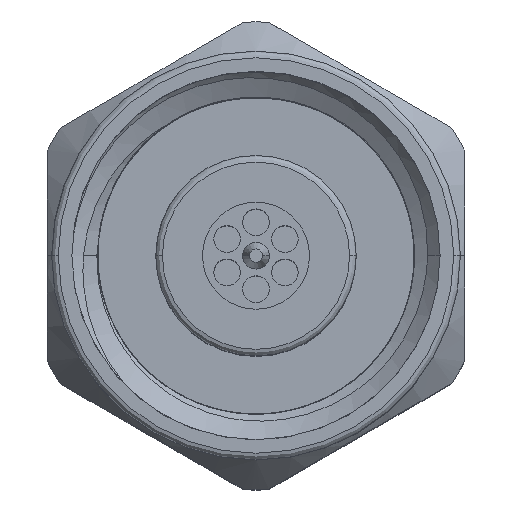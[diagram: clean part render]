
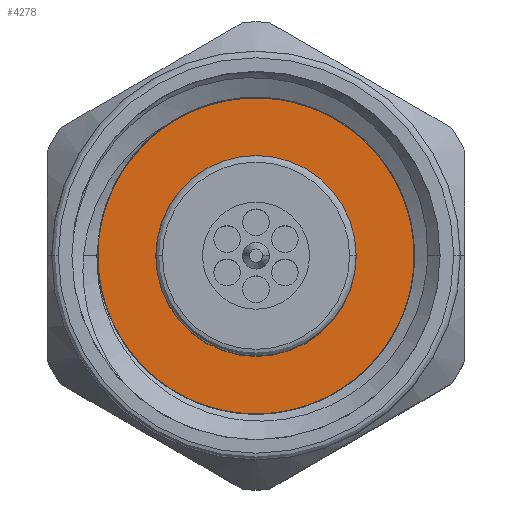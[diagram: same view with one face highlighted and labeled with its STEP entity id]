
A CAD part, top view. The second image highlights one B-rep face of the part: STEP entity #4278.
In plain terms, the highlighted face is planar.
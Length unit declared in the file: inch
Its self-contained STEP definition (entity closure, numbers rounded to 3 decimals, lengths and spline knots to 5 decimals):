
#193 = AXIS2_PLACEMENT_3D ( 'NONE', #5154, #4339, #299 ) ;
#244 = DIRECTION ( 'NONE',  ( 0., 0., 1. ) ) ;
#299 = DIRECTION ( 'NONE',  ( 0., 0., 1. ) ) ;
#1032 = PLANE ( 'NONE',  #2657 ) ;
#1056 = EDGE_LOOP ( 'NONE', ( #7816, #3682 ) ) ;
#1234 = CARTESIAN_POINT ( 'NONE',  ( 0.3, 0., 0.1378 ) ) ;
#1331 = EDGE_CURVE ( 'NONE', #10238, #3690, #8529, .T. ) ;
#2600 = CARTESIAN_POINT ( 'NONE',  ( 0.3, 0., 0. ) ) ;
#2657 = AXIS2_PLACEMENT_3D ( 'NONE', #2600, #7558, #244 ) ;
#3153 = CIRCLE ( 'NONE', #9105, 0.1378 ) ;
#3682 = ORIENTED_EDGE ( 'NONE', *, *, #4928, .T. ) ;
#3690 = VERTEX_POINT ( 'NONE', #10221 ) ;
#4278 = ADVANCED_FACE ( 'NONE', ( #4387 ), #1032, .T. ) ;
#4339 = DIRECTION ( 'NONE',  ( -1., 0., 0. ) ) ;
#4387 = FACE_OUTER_BOUND ( 'NONE', #1056, .T. ) ;
#4602 = DIRECTION ( 'NONE',  ( 0., 0., 1. ) ) ;
#4928 = EDGE_CURVE ( 'NONE', #3690, #10238, #3153, .T. ) ;
#5154 = CARTESIAN_POINT ( 'NONE',  ( 0.3, 0., 0. ) ) ;
#5316 = DIRECTION ( 'NONE',  ( -1., 0., 0. ) ) ;
#7558 = DIRECTION ( 'NONE',  ( -1., 0., 0. ) ) ;
#7816 = ORIENTED_EDGE ( 'NONE', *, *, #1331, .T. ) ;
#7981 = CARTESIAN_POINT ( 'NONE',  ( 0.3, 0., 0. ) ) ;
#8529 = CIRCLE ( 'NONE', #193, 0.1378 ) ;
#9105 = AXIS2_PLACEMENT_3D ( 'NONE', #7981, #5316, #4602 ) ;
#10221 = CARTESIAN_POINT ( 'NONE',  ( 0.3, 0., -0.1378 ) ) ;
#10238 = VERTEX_POINT ( 'NONE', #1234 ) ;
